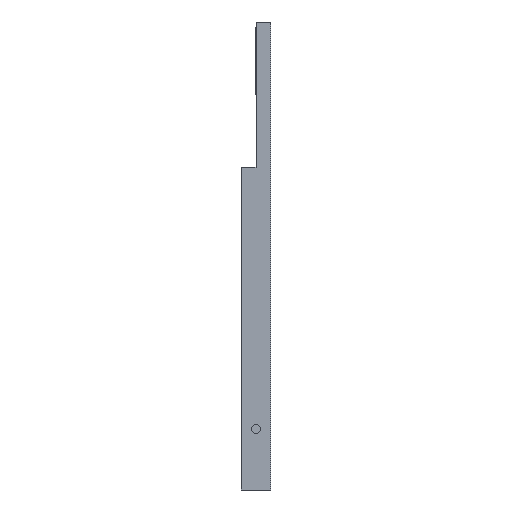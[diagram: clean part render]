
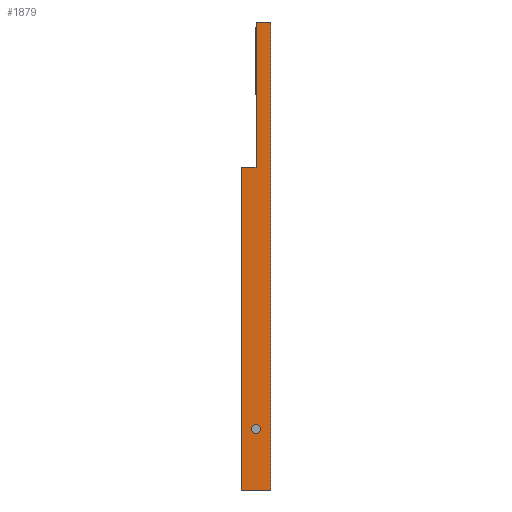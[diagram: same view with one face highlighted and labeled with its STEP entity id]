
A CAD part, left-side view. The second image highlights one B-rep face of the part: STEP entity #1879.
In plain terms, the highlighted planar face has unit normal (-1, 0, 0).
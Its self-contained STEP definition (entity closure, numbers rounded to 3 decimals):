
#9 = AXIS2_PLACEMENT_3D ( 'NONE', #558, #845, #1765 ) ;
#87 = CARTESIAN_POINT ( 'NONE',  ( -99.5, 0., 46. ) ) ;
#118 = CIRCLE ( 'NONE', #1700, 1.5 ) ;
#150 = EDGE_CURVE ( 'NONE', #2579, #2136, #2683, .T. ) ;
#182 = EDGE_LOOP ( 'NONE', ( #826, #2066, #2862, #1621, #2633, #481 ) ) ;
#196 = LINE ( 'NONE', #2732, #2735 ) ;
#347 = DIRECTION ( 'NONE',  ( 0., 0., 1. ) ) ;
#481 = ORIENTED_EDGE ( 'NONE', *, *, #603, .T. ) ;
#558 = CARTESIAN_POINT ( 'NONE',  ( -99.5, 10., 200. ) ) ;
#596 = DIRECTION ( 'NONE',  ( -1., 0., 0. ) ) ;
#603 = EDGE_CURVE ( 'NONE', #2745, #2579, #662, .T. ) ;
#646 = CARTESIAN_POINT ( 'NONE',  ( -99.5, 10., -115. ) ) ;
#662 = LINE ( 'NONE', #2249, #798 ) ;
#683 = CARTESIAN_POINT ( 'NONE',  ( -99.5, 5., -4. ) ) ;
#798 = VECTOR ( 'NONE', #1794, 1000. ) ;
#805 = CARTESIAN_POINT ( 'NONE',  ( -99.5, 5., -95.5 ) ) ;
#826 = ORIENTED_EDGE ( 'NONE', *, *, #150, .T. ) ;
#845 = DIRECTION ( 'NONE',  ( 1., 0., 0. ) ) ;
#877 = CARTESIAN_POINT ( 'NONE',  ( -99.5, 0., -115. ) ) ;
#947 = LINE ( 'NONE', #2086, #1219 ) ;
#962 = VECTOR ( 'NONE', #2948, 1000. ) ;
#1033 = VERTEX_POINT ( 'NONE', #646 ) ;
#1071 = ORIENTED_EDGE ( 'NONE', *, *, #1389, .F. ) ;
#1075 = VERTEX_POINT ( 'NONE', #683 ) ;
#1106 = LINE ( 'NONE', #877, #962 ) ;
#1217 = VECTOR ( 'NONE', #2155, 1000. ) ;
#1219 = VECTOR ( 'NONE', #1819, 1000. ) ;
#1227 = VERTEX_POINT ( 'NONE', #2848 ) ;
#1247 = EDGE_CURVE ( 'NONE', #2745, #1033, #1106, .T. ) ;
#1253 = FACE_BOUND ( 'NONE', #2563, .T. ) ;
#1293 = DIRECTION ( 'NONE',  ( 0., 1., 0. ) ) ;
#1322 = EDGE_CURVE ( 'NONE', #1075, #2136, #196, .T. ) ;
#1389 = EDGE_CURVE ( 'NONE', #2054, #2550, #2546, .T. ) ;
#1482 = CARTESIAN_POINT ( 'NONE',  ( -99.5, 5., 46. ) ) ;
#1524 = EDGE_CURVE ( 'NONE', #1033, #1227, #947, .T. ) ;
#1595 = DIRECTION ( 'NONE',  ( -1., 0., 0. ) ) ;
#1621 = ORIENTED_EDGE ( 'NONE', *, *, #1524, .F. ) ;
#1638 = CARTESIAN_POINT ( 'NONE',  ( -99.5, 5., -94. ) ) ;
#1657 = CARTESIAN_POINT ( 'NONE',  ( -99.5, 0., -115. ) ) ;
#1700 = AXIS2_PLACEMENT_3D ( 'NONE', #1927, #596, #347 ) ;
#1765 = DIRECTION ( 'NONE',  ( 0., 0., -1. ) ) ;
#1794 = DIRECTION ( 'NONE',  ( 0., 0., 1. ) ) ;
#1819 = DIRECTION ( 'NONE',  ( 0., 0., 1. ) ) ;
#1879 = ADVANCED_FACE ( 'NONE', ( #1253, #2635 ), #2163, .F. ) ;
#1927 = CARTESIAN_POINT ( 'NONE',  ( -99.5, 5., -94. ) ) ;
#1962 = CARTESIAN_POINT ( 'NONE',  ( -99.5, 5., -4. ) ) ;
#1964 = CARTESIAN_POINT ( 'NONE',  ( -99.5, 0., 46. ) ) ;
#1980 = CARTESIAN_POINT ( 'NONE',  ( -99.5, 5., -92.5 ) ) ;
#2019 = DIRECTION ( 'NONE',  ( 0., 0., 1. ) ) ;
#2054 = VERTEX_POINT ( 'NONE', #1980 ) ;
#2059 = DIRECTION ( 'NONE',  ( 0., 0., 1. ) ) ;
#2066 = ORIENTED_EDGE ( 'NONE', *, *, #1322, .F. ) ;
#2086 = CARTESIAN_POINT ( 'NONE',  ( -99.5, 10., 200. ) ) ;
#2136 = VERTEX_POINT ( 'NONE', #1482 ) ;
#2155 = DIRECTION ( 'NONE',  ( 0., -1., 0. ) ) ;
#2163 = PLANE ( 'NONE',  #9 ) ;
#2196 = ORIENTED_EDGE ( 'NONE', *, *, #2482, .F. ) ;
#2249 = CARTESIAN_POINT ( 'NONE',  ( -99.5, 0., 200. ) ) ;
#2359 = AXIS2_PLACEMENT_3D ( 'NONE', #1638, #1595, #2059 ) ;
#2369 = LINE ( 'NONE', #1962, #1217 ) ;
#2480 = VECTOR ( 'NONE', #1293, 1000. ) ;
#2482 = EDGE_CURVE ( 'NONE', #2550, #2054, #118, .T. ) ;
#2546 = CIRCLE ( 'NONE', #2359, 1.5 ) ;
#2550 = VERTEX_POINT ( 'NONE', #805 ) ;
#2563 = EDGE_LOOP ( 'NONE', ( #1071, #2196 ) ) ;
#2579 = VERTEX_POINT ( 'NONE', #87 ) ;
#2583 = EDGE_CURVE ( 'NONE', #1227, #1075, #2369, .T. ) ;
#2633 = ORIENTED_EDGE ( 'NONE', *, *, #1247, .F. ) ;
#2635 = FACE_OUTER_BOUND ( 'NONE', #182, .T. ) ;
#2683 = LINE ( 'NONE', #1964, #2480 ) ;
#2732 = CARTESIAN_POINT ( 'NONE',  ( -99.5, 5., 46. ) ) ;
#2735 = VECTOR ( 'NONE', #2019, 1000. ) ;
#2745 = VERTEX_POINT ( 'NONE', #1657 ) ;
#2848 = CARTESIAN_POINT ( 'NONE',  ( -99.5, 10., -4. ) ) ;
#2862 = ORIENTED_EDGE ( 'NONE', *, *, #2583, .F. ) ;
#2948 = DIRECTION ( 'NONE',  ( 0., 1., 0. ) ) ;
